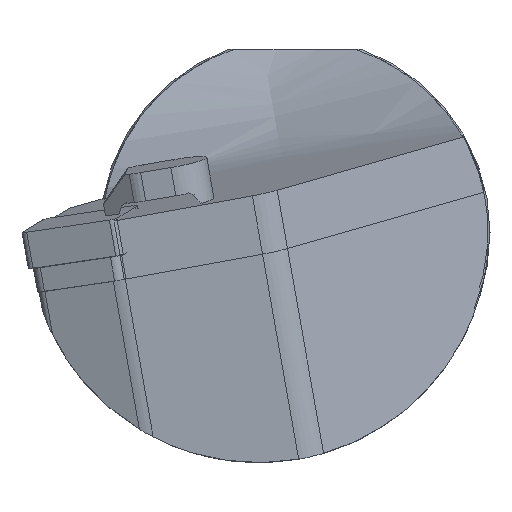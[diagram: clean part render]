
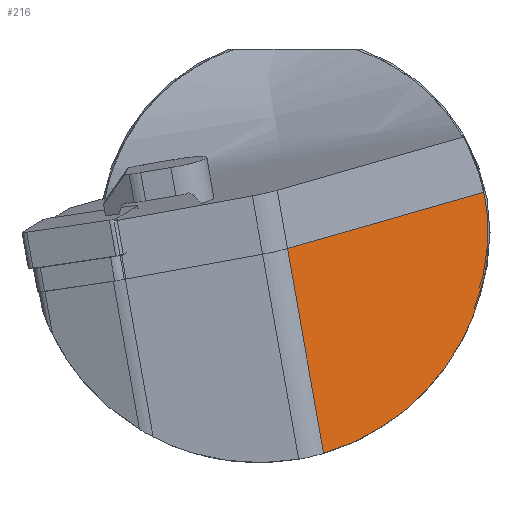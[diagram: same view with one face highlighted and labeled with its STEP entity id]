
A CAD part, left-side view. The second image highlights one B-rep face of the part: STEP entity #216.
In plain terms, the highlighted planar face has unit normal (-0.702, -0.71, 0.05).
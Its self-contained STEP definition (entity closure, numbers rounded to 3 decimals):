
#151=ELLIPSE('',#1342,42.002,29.5);
#155=ELLIPSE('',#1351,42.002,29.5);
#156=ELLIPSE('',#1352,35.239,24.75);
#216=ADVANCED_FACE('',(#323),#282,.T.);
#282=PLANE('',#1353);
#323=FACE_OUTER_BOUND('',#390,.T.);
#390=EDGE_LOOP('',(#537,#538,#539,#540,#541,#542,#543));
#459=B_SPLINE_CURVE_WITH_KNOTS('',3,(#1929,#1930,#1931,#1932),
 .UNSPECIFIED.,.F.,.F.,(4,4),(0.,1.),.UNSPECIFIED.);
#460=B_SPLINE_CURVE_WITH_KNOTS('',3,(#1936,#1937,#1938,#1939),
 .UNSPECIFIED.,.F.,.F.,(4,4),(0.,1.),.UNSPECIFIED.);
#537=ORIENTED_EDGE('',*,*,#1006,.F.);
#538=ORIENTED_EDGE('',*,*,#991,.F.);
#539=ORIENTED_EDGE('',*,*,#1008,.F.);
#540=ORIENTED_EDGE('',*,*,#1009,.F.);
#541=ORIENTED_EDGE('',*,*,#1010,.F.);
#542=ORIENTED_EDGE('',*,*,#1011,.F.);
#543=ORIENTED_EDGE('',*,*,#1012,.T.);
#868=VERTEX_POINT('',#1860);
#870=VERTEX_POINT('',#1863);
#880=VERTEX_POINT('',#1924);
#881=VERTEX_POINT('',#1928);
#882=VERTEX_POINT('',#1933);
#883=VERTEX_POINT('',#1935);
#884=VERTEX_POINT('',#1940);
#991=EDGE_CURVE('',#868,#870,#151,.T.);
#1006=EDGE_CURVE('',#870,#880,#1168,.T.);
#1008=EDGE_CURVE('',#881,#868,#155,.T.);
#1009=EDGE_CURVE('',#882,#881,#459,.T.);
#1010=EDGE_CURVE('',#883,#882,#156,.T.);
#1011=EDGE_CURVE('',#884,#883,#460,.T.);
#1012=EDGE_CURVE('',#884,#880,#1169,.T.);
#1168=LINE('',#1923,#1259);
#1169=LINE('',#1941,#1260);
#1259=VECTOR('',#1517,1.);
#1260=VECTOR('',#1526,1.);
#1342=AXIS2_PLACEMENT_3D('',#1862,#1497,#1498);
#1351=AXIS2_PLACEMENT_3D('',#1927,#1522,#1523);
#1352=AXIS2_PLACEMENT_3D('',#1934,#1524,#1525);
#1353=AXIS2_PLACEMENT_3D('',#1942,#1527,#1528);
#1497=DIRECTION('',(0.702,0.71,-0.05));
#1498=DIRECTION('',(-0.712,0.701,-0.05));
#1517=DIRECTION('',(-0.105,0.173,0.979));
#1522=DIRECTION('',(0.702,0.71,-0.05));
#1523=DIRECTION('',(-0.712,0.701,-0.05));
#1524=DIRECTION('',(0.702,0.71,-0.05));
#1525=DIRECTION('',(-0.712,0.701,-0.05));
#1526=DIRECTION('',(-0.704,0.683,-0.196));
#1527=DIRECTION('',(-0.702,-0.71,0.05));
#1528=DIRECTION('',(-0.711,0.703,0.));
#1860=CARTESIAN_POINT('',(-226.09,-42.66,-7.217));
#1862=CARTESIAN_POINT('',(-254.565,-14.,-0.226));
#1863=CARTESIAN_POINT('',(-248.179,-22.319,-28.529));
#1923=CARTESIAN_POINT('',(-309.907,79.664,549.846));
#1924=CARTESIAN_POINT('',(-250.982,-17.689,-2.272));
#1927=CARTESIAN_POINT('',(-254.565,-14.,-0.226));
#1928=CARTESIAN_POINT('',(-225.12,-43.341,-3.284));
#1929=CARTESIAN_POINT('',(-224.99,-43.357,-1.691));
#1930=CARTESIAN_POINT('',(-225.025,-43.36,-2.225));
#1931=CARTESIAN_POINT('',(-225.068,-43.355,-2.756));
#1932=CARTESIAN_POINT('',(-225.12,-43.341,-3.284));
#1933=CARTESIAN_POINT('',(-224.99,-43.357,-1.691));
#1934=CARTESIAN_POINT('',(-249.864,-18.65,-0.226));
#1935=CARTESIAN_POINT('',(-224.99,-42.904,4.703));
#1936=CARTESIAN_POINT('',(-225.006,-42.871,4.94));
#1937=CARTESIAN_POINT('',(-225.001,-42.882,4.861));
#1938=CARTESIAN_POINT('',(-224.995,-42.893,4.782));
#1939=CARTESIAN_POINT('',(-224.99,-42.904,4.703));
#1940=CARTESIAN_POINT('',(-225.006,-42.871,4.94));
#1941=CARTESIAN_POINT('',(-250.982,-17.689,-2.272));
#1942=CARTESIAN_POINT('',(-309.907,79.664,549.846));
